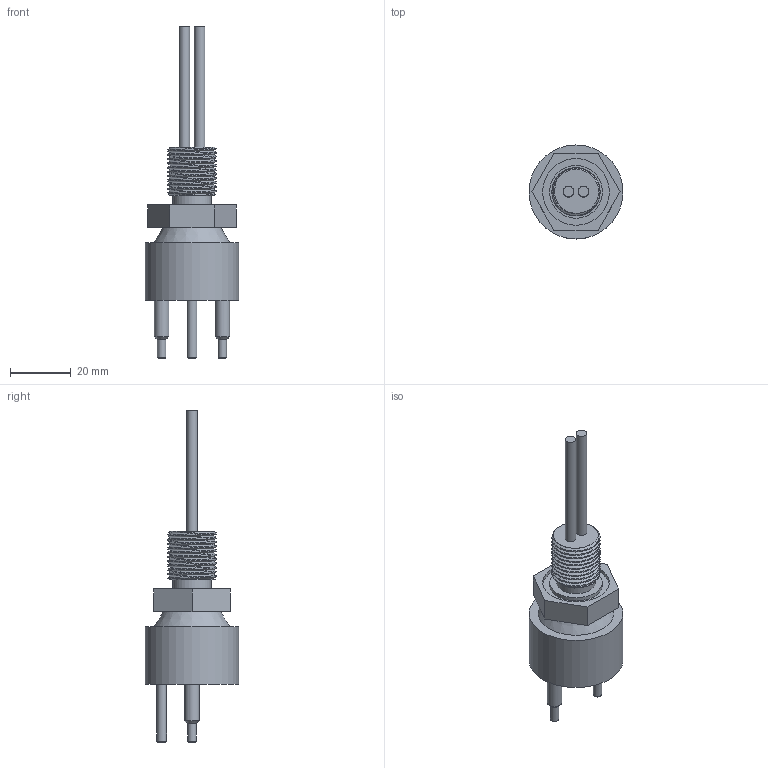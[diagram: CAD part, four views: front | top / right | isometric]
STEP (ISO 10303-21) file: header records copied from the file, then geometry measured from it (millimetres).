
FILE_DESCRIPTION(/* description */ (''),/* implementation_level */ '2;1');
FILE_NAME(/* name */ 'BHB2M.stp',/* time_stamp */ '2014-11-24T12:37:28+01:00',/* author */ ('sh'),/* organization */ (''),/* preprocessor_version */ 'ST-DEVELOPER v15.2',/* originating_system */ 'Autodesk Inventor 2014',/* authorisation */ '');
FILE_SCHEMA (('AUTOMOTIVE_DESIGN { 1 0 10303 214 3 1 1 }'));
Length unit declared in the file: millimetre
Products named in the file (1): BHB2M
Bounding box: 31 x 31 x 109.5 mm (x, y, z)
Volume: 24963.1 mm3; surface area: 7953.4 mm2
Topology: 1 solids, 1 shells, 72 faces, 164 edges, 107 vertices
Faces by surface type: plane 38, bspline 14, cylinder 12, cone 8
Full cylindrical faces by diameter (mm): 2.8 x2, 3.2 x1, 3.5 x2, 4.8 x2, 12.875 x1, 17.4 x1, 22 x1, 31 x1
Entity records: 4045 total; most frequent: CARTESIAN_POINT 2462, ORIENTED_EDGE 294, DIRECTION 261, EDGE_CURVE 147, VERTEX_POINT 107, EDGE_LOOP 102, AXIS2_PLACEMENT_3D 90, LINE 81
